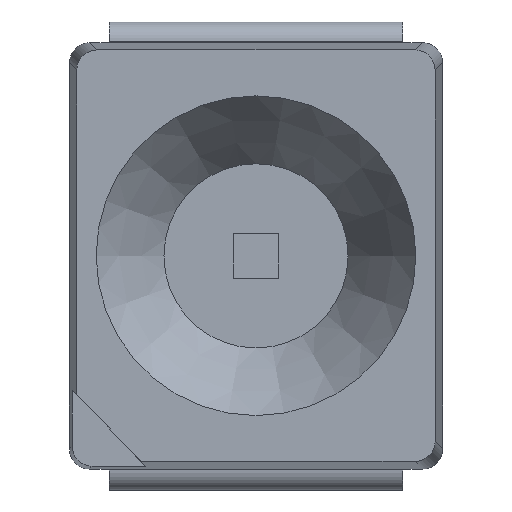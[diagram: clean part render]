
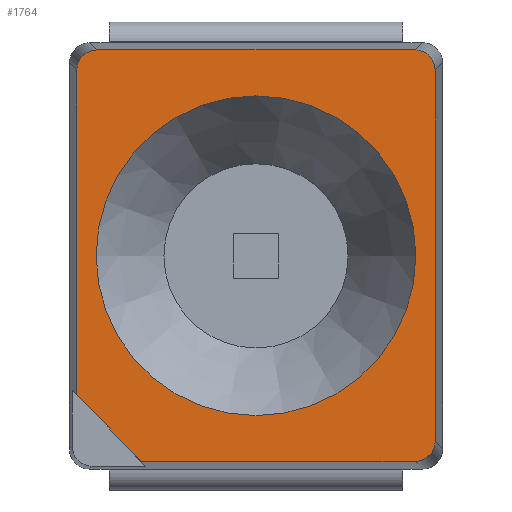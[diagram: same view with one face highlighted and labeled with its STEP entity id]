
A CAD part, top view. The second image highlights one B-rep face of the part: STEP entity #1764.
In plain terms, the highlighted planar face has unit normal (0, 0, 1).
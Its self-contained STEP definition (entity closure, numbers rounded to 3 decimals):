
#21=ELLIPSE('',#1831,0.151,0.15);
#23=ELLIPSE('',#1835,0.151,0.15);
#29=ELLIPSE('',#1855,0.151,0.15);
#47=CIRCLE('',#1838,1.2);
#271=ORIENTED_EDGE('',*,*,#527,.T.);
#272=ORIENTED_EDGE('',*,*,#534,.T.);
#273=ORIENTED_EDGE('',*,*,#563,.T.);
#274=ORIENTED_EDGE('',*,*,#564,.T.);
#275=ORIENTED_EDGE('',*,*,#565,.T.);
#276=ORIENTED_EDGE('',*,*,#528,.T.);
#277=ORIENTED_EDGE('',*,*,#524,.T.);
#278=ORIENTED_EDGE('',*,*,#521,.T.);
#279=ORIENTED_EDGE('',*,*,#516,.T.);
#516=EDGE_CURVE('',#683,#684,#21,.T.);
#521=EDGE_CURVE('',#687,#683,#820,.F.);
#524=EDGE_CURVE('',#689,#687,#23,.T.);
#527=EDGE_CURVE('',#691,#691,#47,.T.);
#528=EDGE_CURVE('',#692,#689,#824,.F.);
#534=EDGE_CURVE('',#684,#696,#830,.F.);
#563=EDGE_CURVE('',#696,#716,#855,.T.);
#564=EDGE_CURVE('',#716,#717,#856,.F.);
#565=EDGE_CURVE('',#717,#692,#29,.T.);
#683=VERTEX_POINT('',#2390);
#684=VERTEX_POINT('',#2391);
#687=VERTEX_POINT('',#2400);
#689=VERTEX_POINT('',#2406);
#691=VERTEX_POINT('',#2412);
#692=VERTEX_POINT('',#2415);
#696=VERTEX_POINT('',#2425);
#716=VERTEX_POINT('',#2485);
#717=VERTEX_POINT('',#2487);
#820=LINE('',#2399,#974);
#824=LINE('',#2414,#978);
#830=LINE('',#2427,#984);
#855=LINE('',#2484,#1009);
#856=LINE('',#2486,#1010);
#974=VECTOR('',#2030,1000.);
#978=VECTOR('',#2046,1000.);
#984=VECTOR('',#2054,1000.);
#1009=VECTOR('',#2107,1000.);
#1010=VECTOR('',#2108,1000.);
#1109=EDGE_LOOP('',(#271));
#1110=EDGE_LOOP('',(#272,#273,#274,#275,#276,#277,#278,#279));
#1179=FACE_BOUND('',#1109,.T.);
#1180=FACE_BOUND('',#1110,.T.);
#1236=PLANE('',#1854);
#1764=ADVANCED_FACE('',(#1179,#1180),#1236,.T.);
#1831=AXIS2_PLACEMENT_3D('',#2389,#2021,#2022);
#1835=AXIS2_PLACEMENT_3D('',#2405,#2035,#2036);
#1838=AXIS2_PLACEMENT_3D('',#2411,#2042,#2043);
#1854=AXIS2_PLACEMENT_3D('',#2483,#2105,#2106);
#1855=AXIS2_PLACEMENT_3D('',#2488,#2109,#2110);
#2021=DIRECTION('',(0.,0.,1.));
#2022=DIRECTION('',(-0.707,0.707,0.));
#2030=DIRECTION('',(1.,0.,0.));
#2035=DIRECTION('',(0.,0.,1.));
#2036=DIRECTION('',(0.707,0.707,0.));
#2042=DIRECTION('',(0.,0.,-1.));
#2043=DIRECTION('',(1.,0.,0.));
#2046=DIRECTION('',(0.,-1.,0.));
#2054=DIRECTION('',(0.,1.,0.));
#2105=DIRECTION('',(0.,0.,1.));
#2106=DIRECTION('',(1.,0.,0.));
#2107=DIRECTION('',(0.693,-0.721,0.));
#2108=DIRECTION('',(-1.,0.,0.));
#2109=DIRECTION('',(0.,0.,1.));
#2110=DIRECTION('',(0.707,-0.707,0.));
#2389=CARTESIAN_POINT('',(-1.194,1.394,0.875));
#2390=CARTESIAN_POINT('',(-1.194,1.544,0.875));
#2391=CARTESIAN_POINT('',(-1.344,1.394,0.875));
#2399=CARTESIAN_POINT('',(0.,1.544,0.875));
#2400=CARTESIAN_POINT('',(1.194,1.544,0.875));
#2405=CARTESIAN_POINT('',(1.194,1.394,0.875));
#2406=CARTESIAN_POINT('',(1.344,1.394,0.875));
#2411=CARTESIAN_POINT('',(0.,0.,0.875));
#2412=CARTESIAN_POINT('',(1.2,0.,0.875));
#2414=CARTESIAN_POINT('',(1.344,0.,0.875));
#2415=CARTESIAN_POINT('',(1.344,-1.394,0.875));
#2425=CARTESIAN_POINT('',(-1.344,-1.043,0.875));
#2427=CARTESIAN_POINT('',(-1.344,0.,0.875));
#2483=CARTESIAN_POINT('',(0.,0.,0.875));
#2484=CARTESIAN_POINT('',(-1.482,-0.899,0.875));
#2485=CARTESIAN_POINT('',(-0.862,-1.544,0.875));
#2486=CARTESIAN_POINT('',(0.,-1.544,0.875));
#2487=CARTESIAN_POINT('',(1.194,-1.544,0.875));
#2488=CARTESIAN_POINT('',(1.194,-1.394,0.875));
